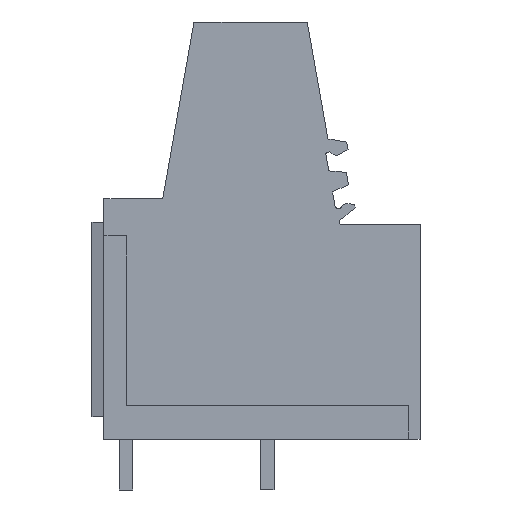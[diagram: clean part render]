
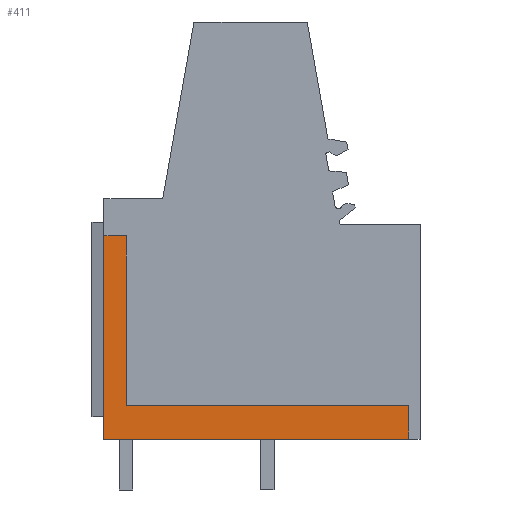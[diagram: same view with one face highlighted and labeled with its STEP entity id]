
A CAD part, left-side view. The second image highlights one B-rep face of the part: STEP entity #411.
In plain terms, the highlighted planar face has unit normal (-1, 0, 0).
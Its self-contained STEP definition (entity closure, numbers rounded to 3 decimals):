
#375=AXIS2_PLACEMENT_3D('Plane Axis2P3D',#372,#373,#374) ;
#40=CARTESIAN_POINT('Vertex',(0.,28.,22.5)) ;
#45=CARTESIAN_POINT('Line Origine',(0.,27.,22.5)) ;
#49=CARTESIAN_POINT('Vertex',(0.,26.,22.5)) ;
#80=CARTESIAN_POINT('Vertex',(0.,28.,4.5)) ;
#85=CARTESIAN_POINT('Line Origine',(0.,28.,13.5)) ;
#372=CARTESIAN_POINT('Axis2P3D Location',(0.,29.06,0.05)) ;
#377=CARTESIAN_POINT('Line Origine',(0.,1.,6.)) ;
#381=CARTESIAN_POINT('Vertex',(0.,1.,4.5)) ;
#383=CARTESIAN_POINT('Vertex',(0.,1.,7.5)) ;
#386=CARTESIAN_POINT('Line Origine',(0.,13.5,7.5)) ;
#390=CARTESIAN_POINT('Vertex',(0.,26.,7.5)) ;
#393=CARTESIAN_POINT('Line Origine',(0.,26.,15.)) ;
#398=CARTESIAN_POINT('Line Origine',(0.,14.5,4.5)) ;
#46=DIRECTION('Vector Direction',(0.,-1.,0.)) ;
#86=DIRECTION('Vector Direction',(0.,0.,1.)) ;
#373=DIRECTION('Axis2P3D Direction',(-1.,0.,0.)) ;
#374=DIRECTION('Axis2P3D XDirection',(0.,-1.,0.)) ;
#378=DIRECTION('Vector Direction',(0.,0.,1.)) ;
#387=DIRECTION('Vector Direction',(0.,1.,0.)) ;
#394=DIRECTION('Vector Direction',(0.,0.,1.)) ;
#399=DIRECTION('Vector Direction',(0.,1.,0.)) ;
#47=VECTOR('Line Direction',#46,1.) ;
#87=VECTOR('Line Direction',#86,1.) ;
#379=VECTOR('Line Direction',#378,1.) ;
#388=VECTOR('Line Direction',#387,1.) ;
#395=VECTOR('Line Direction',#394,1.) ;
#400=VECTOR('Line Direction',#399,1.) ;
#404=ORIENTED_EDGE('',*,*,#385,.T.) ;
#405=ORIENTED_EDGE('',*,*,#392,.T.) ;
#406=ORIENTED_EDGE('',*,*,#397,.T.) ;
#407=ORIENTED_EDGE('',*,*,#51,.T.) ;
#408=ORIENTED_EDGE('',*,*,#89,.T.) ;
#409=ORIENTED_EDGE('',*,*,#402,.T.) ;
#411=ADVANCED_FACE('HOUSING',(#410),#376,.T.) ;
#51=EDGE_CURVE('',#50,#41,#48,.F.) ;
#89=EDGE_CURVE('',#41,#81,#88,.F.) ;
#385=EDGE_CURVE('',#382,#384,#380,.T.) ;
#392=EDGE_CURVE('',#384,#391,#389,.T.) ;
#397=EDGE_CURVE('',#391,#50,#396,.T.) ;
#402=EDGE_CURVE('',#81,#382,#401,.F.) ;
#403=EDGE_LOOP('',(#404,#405,#406,#407,#408,#409)) ;
#410=FACE_OUTER_BOUND('',#403,.T.) ;
#48=LINE('Line',#45,#47) ;
#88=LINE('Line',#85,#87) ;
#380=LINE('Line',#377,#379) ;
#389=LINE('Line',#386,#388) ;
#396=LINE('Line',#393,#395) ;
#401=LINE('Line',#398,#400) ;
#376=PLANE('',#375) ;
#41=VERTEX_POINT('',#40) ;
#50=VERTEX_POINT('',#49) ;
#81=VERTEX_POINT('',#80) ;
#382=VERTEX_POINT('',#381) ;
#384=VERTEX_POINT('',#383) ;
#391=VERTEX_POINT('',#390) ;
